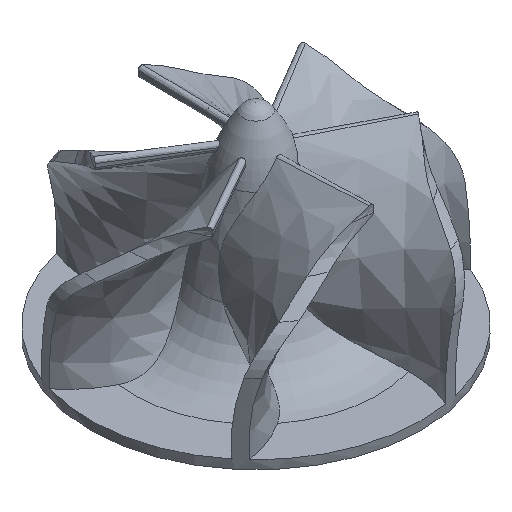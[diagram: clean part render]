
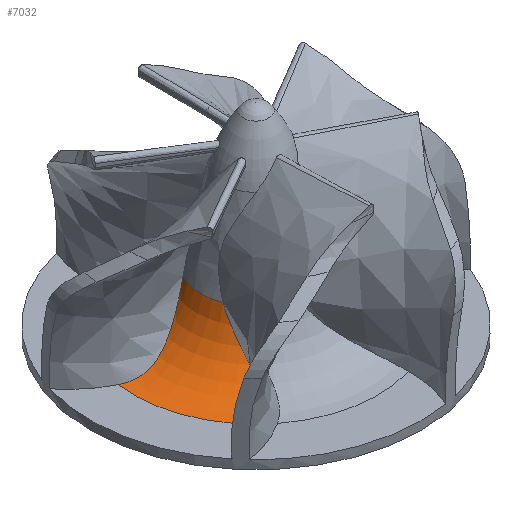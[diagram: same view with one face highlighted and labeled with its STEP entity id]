
A CAD part, isometric view. The second image highlights one B-rep face of the part: STEP entity #7032.
In plain terms, the highlighted toroidal (fillet/blend) face has major radius 14 mm and minor radius 8 mm.
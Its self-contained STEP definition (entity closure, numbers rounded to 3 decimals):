
#5457 = VERTEX_POINT('',#5458);
#5458 = CARTESIAN_POINT('',(-9.559,-10.228,0.));
#5470 = EDGE_CURVE('',#5457,#5471,#5473,.T.);
#5471 = VERTEX_POINT('',#5472);
#5472 = CARTESIAN_POINT('',(-5.861,-2.086,
    6.13));
#5473 = B_SPLINE_CURVE_WITH_KNOTS('',6,(#5474,#5475,#5476,#5477,#5478,
    #5479,#5480,#5481,#5482,#5483,#5484,#5485,#5486,#5487,#5488,#5489,
    #5490,#5491,#5492,#5493,#5494,#5495,#5496,#5497,#5498,#5499,#5500,
    #5501,#5502,#5503,#5504,#5505,#5506,#5507,#5508,#5509,#5510,#5511,
    #5512,#5513,#5514,#5515,#5516,#5517,#5518,#5519,#5520),
  .UNSPECIFIED.,.F.,.F.,(7,5,5,5,5,5,5,5,5,7),(0.,0.164,
    0.262,0.308,0.386,0.532,
    0.685,0.836,0.982,1.),.UNSPECIFIED.);
#5474 = CARTESIAN_POINT('',(-9.559,-10.228,0.));
#5475 = CARTESIAN_POINT('',(-9.288,-10.062,
    0.));
#5476 = CARTESIAN_POINT('',(-9.024,-9.883,
    0.014));
#5477 = CARTESIAN_POINT('',(-8.77,-9.691,
    0.043));
#5478 = CARTESIAN_POINT('',(-8.529,-9.487,
    0.087));
#5479 = CARTESIAN_POINT('',(-8.302,-9.27,
    0.146));
#5480 = CARTESIAN_POINT('',(-7.965,-8.907,
    0.265));
#5481 = CARTESIAN_POINT('',(-7.844,-8.767,
    0.315));
#5482 = CARTESIAN_POINT('',(-7.729,-8.624,
    0.37));
#5483 = CARTESIAN_POINT('',(-7.62,-8.477,
    0.431));
#5484 = CARTESIAN_POINT('',(-7.518,-8.329,
    0.496));
#5485 = CARTESIAN_POINT('',(-7.379,-8.109,
    0.598));
#5486 = CARTESIAN_POINT('',(-7.336,-8.04,
    0.631));
#5487 = CARTESIAN_POINT('',(-7.295,-7.97,
    0.665));
#5488 = CARTESIAN_POINT('',(-7.255,-7.9,
    0.7));
#5489 = CARTESIAN_POINT('',(-7.216,-7.83,
    0.736));
#5490 = CARTESIAN_POINT('',(-7.114,-7.637,
    0.836));
#5491 = CARTESIAN_POINT('',(-7.052,-7.514,
    0.902));
#5492 = CARTESIAN_POINT('',(-6.995,-7.39,
    0.971));
#5493 = CARTESIAN_POINT('',(-6.941,-7.266,
    1.042));
#5494 = CARTESIAN_POINT('',(-6.89,-7.143,
    1.115));
#5495 = CARTESIAN_POINT('',(-6.753,-6.79,
    1.33));
#5496 = CARTESIAN_POINT('',(-6.674,-6.561,
    1.476));
#5497 = CARTESIAN_POINT('',(-6.605,-6.333,
    1.629));
#5498 = CARTESIAN_POINT('',(-6.543,-6.108,
    1.788));
#5499 = CARTESIAN_POINT('',(-6.488,-5.884,
    1.952));
#5500 = CARTESIAN_POINT('',(-6.386,-5.431,
    2.298));
#5501 = CARTESIAN_POINT('',(-6.34,-5.202,
    2.482));
#5502 = CARTESIAN_POINT('',(-6.298,-4.976,
    2.67));
#5503 = CARTESIAN_POINT('',(-6.261,-4.753,
    2.864));
#5504 = CARTESIAN_POINT('',(-6.226,-4.535,
    3.062));
#5505 = CARTESIAN_POINT('',(-6.162,-4.109,
    3.465));
#5506 = CARTESIAN_POINT('',(-6.132,-3.902,
    3.67));
#5507 = CARTESIAN_POINT('',(-6.104,-3.699,
    3.879));
#5508 = CARTESIAN_POINT('',(-6.078,-3.502,
    4.094));
#5509 = CARTESIAN_POINT('',(-6.051,-3.31,
    4.313));
#5510 = CARTESIAN_POINT('',(-6.001,-2.945,
    4.757));
#5511 = CARTESIAN_POINT('',(-5.976,-2.771,
    4.981));
#5512 = CARTESIAN_POINT('',(-5.952,-2.605,
    5.211));
#5513 = CARTESIAN_POINT('',(-5.927,-2.448,
    5.448));
#5514 = CARTESIAN_POINT('',(-5.903,-2.303,
    5.692));
#5515 = CARTESIAN_POINT('',(-5.876,-2.16,
    5.976));
#5516 = CARTESIAN_POINT('',(-5.873,-2.145,
    6.007));
#5517 = CARTESIAN_POINT('',(-5.87,-2.13,
    6.037));
#5518 = CARTESIAN_POINT('',(-5.867,-2.115,
    6.068));
#5519 = CARTESIAN_POINT('',(-5.864,-2.1,
    6.099));
#5520 = CARTESIAN_POINT('',(-5.861,-2.086,
    6.13));
#5710 = VERTEX_POINT('',#5711);
#5711 = CARTESIAN_POINT('',(-5.54,2.832,6.13
    ));
#5737 = EDGE_CURVE('',#5471,#5710,#5738,.T.);
#5738 = CIRCLE('',#5739,6.222);
#5739 = AXIS2_PLACEMENT_3D('',#5740,#5741,#5742);
#5740 = CARTESIAN_POINT('',(0.,0.,6.13));
#5741 = DIRECTION('',(0.,0.,-1.));
#5742 = DIRECTION('',(1.,0.,0.));
#6028 = EDGE_CURVE('',#5710,#6029,#6031,.T.);
#6029 = VERTEX_POINT('',#6030);
#6030 = CARTESIAN_POINT('',(-13.869,1.909,0.));
#6031 = B_SPLINE_CURVE_WITH_KNOTS('',6,(#6032,#6033,#6034,#6035,#6036,
    #6037,#6038,#6039,#6040,#6041,#6042,#6043,#6044,#6045,#6046,#6047,
    #6048,#6049,#6050,#6051,#6052,#6053,#6054,#6055,#6056,#6057,#6058,
    #6059,#6060,#6061,#6062,#6063,#6064,#6065,#6066,#6067,#6068,#6069,
    #6070,#6071,#6072,#6073,#6074,#6075,#6076,#6077,#6078),
  .UNSPECIFIED.,.F.,.F.,(7,5,5,5,5,5,5,5,5,7),(0.,0.095,
    0.22,0.347,0.48,0.608,
    0.679,0.811,0.931,1.),.UNSPECIFIED.);
#6032 = CARTESIAN_POINT('',(-5.54,2.832,6.13
    ));
#6033 = CARTESIAN_POINT('',(-5.594,2.815,
    5.961));
#6034 = CARTESIAN_POINT('',(-5.654,2.794,
    5.795));
#6035 = CARTESIAN_POINT('',(-5.72,2.77,
    5.632));
#6036 = CARTESIAN_POINT('',(-5.791,2.742,5.471
    ));
#6037 = CARTESIAN_POINT('',(-5.867,2.712,
    5.313));
#6038 = CARTESIAN_POINT('',(-6.052,2.635,4.952
    ));
#6039 = CARTESIAN_POINT('',(-6.164,2.587,
    4.751));
#6040 = CARTESIAN_POINT('',(-6.283,2.536,4.555
    ));
#6041 = CARTESIAN_POINT('',(-6.407,2.481,
    4.363));
#6042 = CARTESIAN_POINT('',(-6.536,2.423,
    4.175));
#6043 = CARTESIAN_POINT('',(-6.807,2.303,
    3.804));
#6044 = CARTESIAN_POINT('',(-6.948,2.241,
    3.621));
#6045 = CARTESIAN_POINT('',(-7.094,2.176,
    3.443));
#6046 = CARTESIAN_POINT('',(-7.244,2.111,3.268
    ));
#6047 = CARTESIAN_POINT('',(-7.398,2.045,
    3.097));
#6048 = CARTESIAN_POINT('',(-7.723,1.909,
    2.756));
#6049 = CARTESIAN_POINT('',(-7.893,1.839,2.586
    ));
#6050 = CARTESIAN_POINT('',(-8.068,1.771,
    2.42));
#6051 = CARTESIAN_POINT('',(-8.248,1.703,2.259
    ));
#6052 = CARTESIAN_POINT('',(-8.432,1.637,
    2.103));
#6053 = CARTESIAN_POINT('',(-8.803,1.514,1.806
    ));
#6054 = CARTESIAN_POINT('',(-8.99,1.456,1.665
    ));
#6055 = CARTESIAN_POINT('',(-9.181,1.402,1.529
    ));
#6056 = CARTESIAN_POINT('',(-9.377,1.352,
    1.397));
#6057 = CARTESIAN_POINT('',(-9.578,1.307,1.272
    ));
#6058 = CARTESIAN_POINT('',(-9.897,1.249,
    1.085));
#6059 = CARTESIAN_POINT('',(-10.012,1.23,
    1.02));
#6060 = CARTESIAN_POINT('',(-10.128,1.213,
    0.958));
#6061 = CARTESIAN_POINT('',(-10.246,1.199,
    0.897));
#6062 = CARTESIAN_POINT('',(-10.365,1.187,0.838
    ));
#6063 = CARTESIAN_POINT('',(-10.71,1.161,
    0.676));
#6064 = CARTESIAN_POINT('',(-10.938,1.154,
    0.578));
#6065 = CARTESIAN_POINT('',(-11.17,1.158,
    0.488));
#6066 = CARTESIAN_POINT('',(-11.405,1.173,
    0.406));
#6067 = CARTESIAN_POINT('',(-11.641,1.2,
    0.333));
#6068 = CARTESIAN_POINT('',(-12.092,1.274,
    0.211));
#6069 = CARTESIAN_POINT('',(-12.307,1.319,
    0.161));
#6070 = CARTESIAN_POINT('',(-12.521,1.374,0.119
    ));
#6071 = CARTESIAN_POINT('',(-12.734,1.437,
    0.083));
#6072 = CARTESIAN_POINT('',(-12.945,1.51,
    0.056));
#6073 = CARTESIAN_POINT('',(-13.275,1.637,
    0.023));
#6074 = CARTESIAN_POINT('',(-13.396,1.687,
    0.014));
#6075 = CARTESIAN_POINT('',(-13.516,1.739,
    0.007));
#6076 = CARTESIAN_POINT('',(-13.635,1.793,
    0.002));
#6077 = CARTESIAN_POINT('',(-13.752,1.85,
    0.));
#6078 = CARTESIAN_POINT('',(-13.869,1.909,0.));
#6683 = EDGE_CURVE('',#5457,#6029,#6684,.T.);
#6684 = CIRCLE('',#6685,14.);
#6685 = AXIS2_PLACEMENT_3D('',#6686,#6687,#6688);
#6686 = CARTESIAN_POINT('',(0.,0.,0.));
#6687 = DIRECTION('',(0.,0.,-1.));
#6688 = DIRECTION('',(1.,0.,0.));
#7032 = ADVANCED_FACE('',(#7033),#7039,.F.);
#7033 = FACE_BOUND('',#7034,.T.);
#7034 = EDGE_LOOP('',(#7035,#7036,#7037,#7038));
#7035 = ORIENTED_EDGE('',*,*,#5737,.T.);
#7036 = ORIENTED_EDGE('',*,*,#6028,.T.);
#7037 = ORIENTED_EDGE('',*,*,#6683,.F.);
#7038 = ORIENTED_EDGE('',*,*,#5470,.T.);
#7039 = TOROIDAL_SURFACE('',#7040,14.,8.);
#7040 = AXIS2_PLACEMENT_3D('',#7041,#7042,#7043);
#7041 = CARTESIAN_POINT('',(0.,0.,8.));
#7042 = DIRECTION('',(0.,0.,1.));
#7043 = DIRECTION('',(1.,0.,0.));
